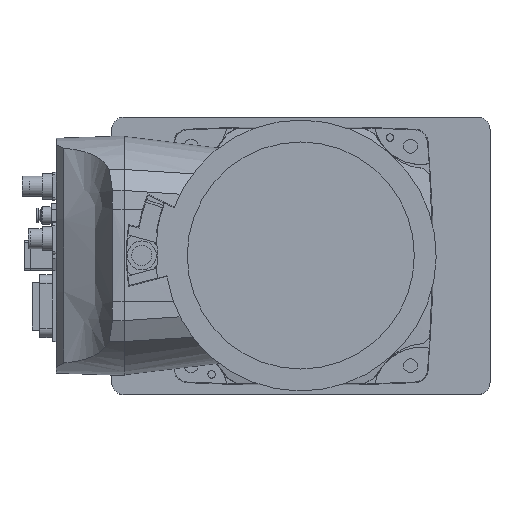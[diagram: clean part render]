
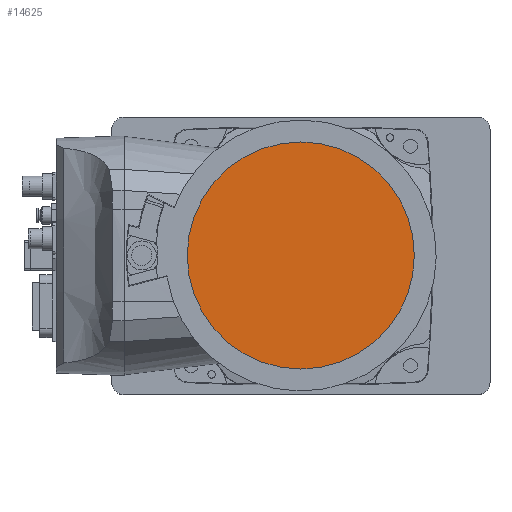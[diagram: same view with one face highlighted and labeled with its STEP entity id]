
A CAD part, top view. The second image highlights one B-rep face of the part: STEP entity #14625.
In plain terms, the highlighted planar face has unit normal (0, 0, 1).
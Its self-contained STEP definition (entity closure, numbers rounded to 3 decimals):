
#14380 = EDGE_CURVE('',#14381,#14383,#14385,.T.);
#14381 = VERTEX_POINT('',#14382);
#14382 = CARTESIAN_POINT('',(-90.,0.,224.));
#14383 = VERTEX_POINT('',#14384);
#14384 = CARTESIAN_POINT('',(90.,0.,224.));
#14385 = SURFACE_CURVE('',#14386,(#14391,#14403),.PCURVE_S1.);
#14386 = CIRCLE('',#14387,90.);
#14387 = AXIS2_PLACEMENT_3D('',#14388,#14389,#14390);
#14388 = CARTESIAN_POINT('',(0.,0.,224.));
#14389 = DIRECTION('',(0.,0.,1.));
#14390 = DIRECTION('',(1.,0.,0.));
#14391 = PCURVE('',#14392,#14397);
#14392 = CYLINDRICAL_SURFACE('',#14393,90.);
#14393 = AXIS2_PLACEMENT_3D('',#14394,#14395,#14396);
#14394 = CARTESIAN_POINT('',(0.,0.,0.));
#14395 = DIRECTION('',(0.,0.,1.));
#14396 = DIRECTION('',(1.,0.,0.));
#14397 = DEFINITIONAL_REPRESENTATION('',(#14398),#14402);
#14398 = LINE('',#14399,#14400);
#14399 = CARTESIAN_POINT('',(-6.283,224.));
#14400 = VECTOR('',#14401,1.);
#14401 = DIRECTION('',(1.,0.));
#14402 = ( GEOMETRIC_REPRESENTATION_CONTEXT(2) 
PARAMETRIC_REPRESENTATION_CONTEXT() REPRESENTATION_CONTEXT('2D SPACE',''
  ) );
#14403 = PCURVE('',#14404,#14409);
#14404 = PLANE('',#14405);
#14405 = AXIS2_PLACEMENT_3D('',#14406,#14407,#14408);
#14406 = CARTESIAN_POINT('',(0.,0.,224.));
#14407 = DIRECTION('',(0.,0.,1.));
#14408 = DIRECTION('',(1.,0.,0.));
#14409 = DEFINITIONAL_REPRESENTATION('',(#14410),#14414);
#14410 = CIRCLE('',#14411,90.);
#14411 = AXIS2_PLACEMENT_2D('',#14412,#14413);
#14412 = CARTESIAN_POINT('',(0.,0.));
#14413 = DIRECTION('',(1.,0.));
#14414 = ( GEOMETRIC_REPRESENTATION_CONTEXT(2) 
PARAMETRIC_REPRESENTATION_CONTEXT() REPRESENTATION_CONTEXT('2D SPACE',''
  ) );
#14462 = EDGE_CURVE('',#14383,#14381,#14463,.T.);
#14463 = SURFACE_CURVE('',#14464,(#14469,#14476),.PCURVE_S1.);
#14464 = CIRCLE('',#14465,90.);
#14465 = AXIS2_PLACEMENT_3D('',#14466,#14467,#14468);
#14466 = CARTESIAN_POINT('',(0.,0.,224.));
#14467 = DIRECTION('',(0.,0.,1.));
#14468 = DIRECTION('',(1.,0.,0.));
#14469 = PCURVE('',#14392,#14470);
#14470 = DEFINITIONAL_REPRESENTATION('',(#14471),#14475);
#14471 = LINE('',#14472,#14473);
#14472 = CARTESIAN_POINT('',(0.,224.));
#14473 = VECTOR('',#14474,1.);
#14474 = DIRECTION('',(1.,0.));
#14475 = ( GEOMETRIC_REPRESENTATION_CONTEXT(2) 
PARAMETRIC_REPRESENTATION_CONTEXT() REPRESENTATION_CONTEXT('2D SPACE',''
  ) );
#14476 = PCURVE('',#14404,#14477);
#14477 = DEFINITIONAL_REPRESENTATION('',(#14478),#14482);
#14478 = CIRCLE('',#14479,90.);
#14479 = AXIS2_PLACEMENT_2D('',#14480,#14481);
#14480 = CARTESIAN_POINT('',(0.,0.));
#14481 = DIRECTION('',(1.,0.));
#14482 = ( GEOMETRIC_REPRESENTATION_CONTEXT(2) 
PARAMETRIC_REPRESENTATION_CONTEXT() REPRESENTATION_CONTEXT('2D SPACE',''
  ) );
#14625 = ADVANCED_FACE('',(#14626),#14404,.T.);
#14626 = FACE_BOUND('',#14627,.T.);
#14627 = EDGE_LOOP('',(#14628,#14629));
#14628 = ORIENTED_EDGE('',*,*,#14380,.T.);
#14629 = ORIENTED_EDGE('',*,*,#14462,.T.);
